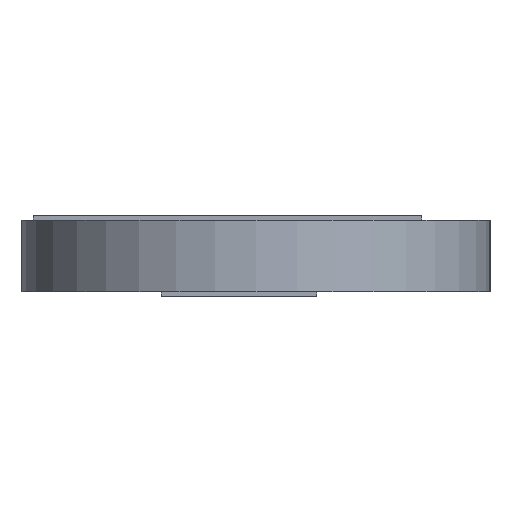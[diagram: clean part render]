
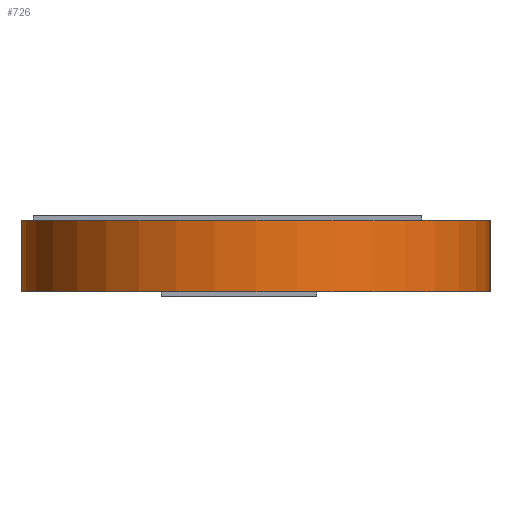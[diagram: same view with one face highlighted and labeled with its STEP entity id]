
A CAD part, left-side view. The second image highlights one B-rep face of the part: STEP entity #726.
In plain terms, the highlighted cylindrical face has radius 5.125 mm (diameter 10.25 mm), a partial arc.
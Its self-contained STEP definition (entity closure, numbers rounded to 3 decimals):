
#109=FACE_OUTER_BOUND('',#145,.T.);
#145=EDGE_LOOP('',(#570,#571,#572,#573));
#215=LINE('',#1199,#265);
#221=LINE('',#1214,#271);
#265=VECTOR('',#998,10.);
#271=VECTOR('',#1012,10.);
#334=CIRCLE('',#841,5.125);
#335=CIRCLE('',#842,5.125);
#372=VERTEX_POINT('',#1195);
#374=VERTEX_POINT('',#1198);
#378=VERTEX_POINT('',#1210);
#379=VERTEX_POINT('',#1212);
#451=EDGE_CURVE('',#372,#374,#215,.T.);
#459=EDGE_CURVE('',#378,#379,#221,.T.);
#460=EDGE_CURVE('',#372,#378,#334,.T.);
#461=EDGE_CURVE('',#374,#379,#335,.T.);
#570=ORIENTED_EDGE('',*,*,#460,.T.);
#571=ORIENTED_EDGE('',*,*,#459,.T.);
#572=ORIENTED_EDGE('',*,*,#461,.F.);
#573=ORIENTED_EDGE('',*,*,#451,.F.);
#685=CYLINDRICAL_SURFACE('',#840,5.125);
#726=ADVANCED_FACE('',(#109),#685,.T.);
#840=AXIS2_PLACEMENT_3D('',#1215,#1013,#1014);
#841=AXIS2_PLACEMENT_3D('',#1216,#1015,#1016);
#842=AXIS2_PLACEMENT_3D('',#1217,#1017,#1018);
#998=DIRECTION('',(0.,0.,1.));
#1012=DIRECTION('',(0.,0.,1.));
#1013=DIRECTION('center_axis',(0.,0.,1.));
#1014=DIRECTION('ref_axis',(0.,1.,0.));
#1015=DIRECTION('center_axis',(0.,0.,1.));
#1016=DIRECTION('ref_axis',(0.,1.,0.));
#1017=DIRECTION('center_axis',(0.,0.,1.));
#1018=DIRECTION('ref_axis',(0.,1.,0.));
#1195=CARTESIAN_POINT('',(5.125,10.25,0.));
#1198=CARTESIAN_POINT('',(5.125,10.25,1.57));
#1199=CARTESIAN_POINT('',(5.125,10.25,0.));
#1210=CARTESIAN_POINT('',(5.125,0.,0.));
#1212=CARTESIAN_POINT('',(5.125,0.,1.57));
#1214=CARTESIAN_POINT('',(5.125,0.,0.));
#1215=CARTESIAN_POINT('Origin',(5.125,5.125,0.));
#1216=CARTESIAN_POINT('Origin',(5.125,5.125,0.));
#1217=CARTESIAN_POINT('Origin',(5.125,5.125,1.57));
